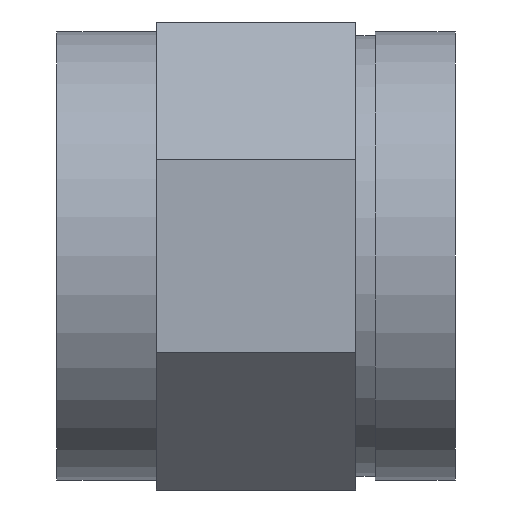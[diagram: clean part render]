
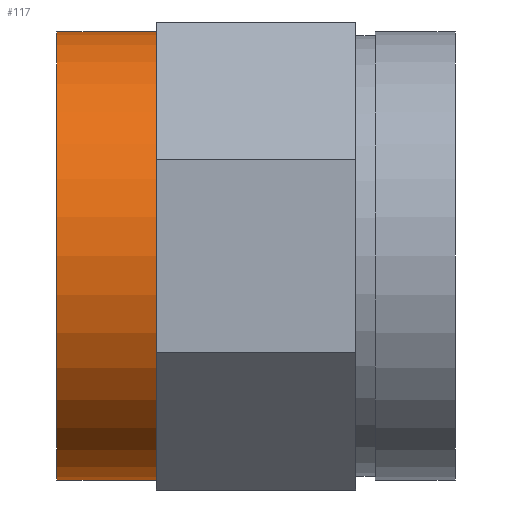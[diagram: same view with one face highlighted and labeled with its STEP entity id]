
A CAD part, front view. The second image highlights one B-rep face of the part: STEP entity #117.
In plain terms, the highlighted cylindrical face has radius 45 mm (diameter 90 mm), a partial arc.
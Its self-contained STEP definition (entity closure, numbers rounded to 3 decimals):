
#117=ADVANCED_FACE('',(#236),#237,.T.);
#236=FACE_OUTER_BOUND('',#348,.T.);
#237=CYLINDRICAL_SURFACE('',#349,45.0);
#348=EDGE_LOOP('',(#609,#610,#611,#612));
#349=AXIS2_PLACEMENT_3D('',#613,#614,#615);
#609=ORIENTED_EDGE('',*,*,#626,.T.);
#610=ORIENTED_EDGE('',*,*,#698,.F.);
#611=ORIENTED_EDGE('',*,*,#628,.T.);
#612=ORIENTED_EDGE('',*,*,#725,.F.);
#613=CARTESIAN_POINT('',(10.0,0.0,0.0));
#614=DIRECTION('',(1.0,0.0,0.0));
#615=DIRECTION('',(0.0,0.0,-1.0));
#626=EDGE_CURVE('',#729,#730,#731,.T.);
#628=EDGE_CURVE('',#734,#732,#735,.T.);
#698=EDGE_CURVE('',#734,#730,#839,.T.);
#725=EDGE_CURVE('',#729,#732,#874,.T.);
#729=VERTEX_POINT('',#878);
#730=VERTEX_POINT('',#879);
#731=LINE('',#880,#881);
#732=VERTEX_POINT('',#882);
#734=VERTEX_POINT('',#884);
#735=LINE('',#885,#886);
#839=CIRCLE('',#1012,45.0);
#874=CIRCLE('',#1063,45.0);
#878=CARTESIAN_POINT('',(0.0,0.0,-45.0));
#879=CARTESIAN_POINT('',(20.0,0.0,-45.0));
#880=CARTESIAN_POINT('',(10.0,0.,-45.0));
#881=VECTOR('',#1066,1.0);
#882=CARTESIAN_POINT('',(0.0,0.,45.0));
#884=CARTESIAN_POINT('',(20.0,0.,45.0));
#885=CARTESIAN_POINT('',(10.0,0.,45.0));
#886=VECTOR('',#1070,1.0);
#1012=AXIS2_PLACEMENT_3D('',#1174,#1175,#1176);
#1063=AXIS2_PLACEMENT_3D('',#1193,#1194,#1195);
#1066=DIRECTION('',(1.0,0.0,0.0));
#1070=DIRECTION('',(-1.0,-0.0,-0.0));
#1174=CARTESIAN_POINT('',(20.0,0.0,0.0));
#1175=DIRECTION('',(1.0,0.0,0.0));
#1176=DIRECTION('',(0.0,0.0,-1.0));
#1193=CARTESIAN_POINT('',(0.0,0.0,0.0));
#1194=DIRECTION('',(-1.0,0.0,0.0));
#1195=DIRECTION('',(0.0,0.0,-1.0));
